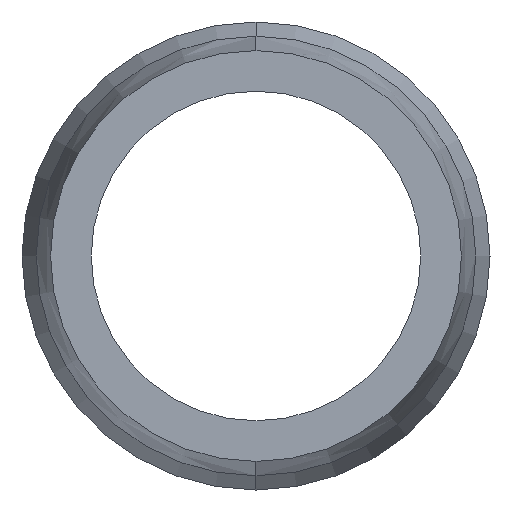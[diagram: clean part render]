
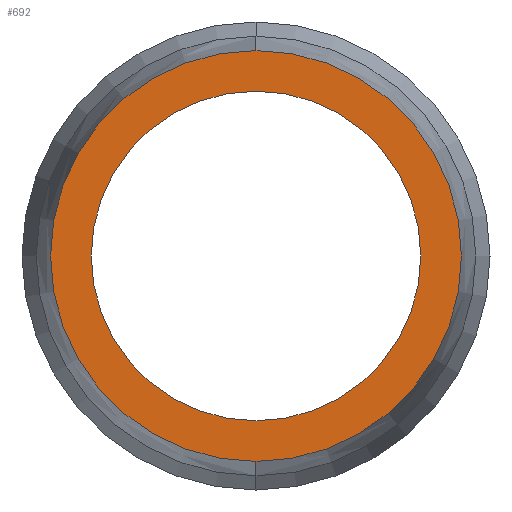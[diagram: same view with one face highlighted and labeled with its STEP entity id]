
A CAD part, left-side view. The second image highlights one B-rep face of the part: STEP entity #692.
In plain terms, the highlighted planar face has unit normal (-1, 0, 0).
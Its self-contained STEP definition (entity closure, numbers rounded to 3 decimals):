
#21 = ORIENTED_EDGE ( 'NONE', *, *, #75, .F. ) ;
#49 = FACE_BOUND ( 'NONE', #217, .T. ) ;
#73 = VERTEX_POINT ( 'NONE', #363 ) ;
#75 = EDGE_CURVE ( 'NONE', #214, #658, #391, .T. ) ;
#79 = ORIENTED_EDGE ( 'NONE', *, *, #805, .F. ) ;
#104 = EDGE_CURVE ( 'NONE', #73, #151, #331, .T. ) ;
#122 = FACE_OUTER_BOUND ( 'NONE', #634, .T. ) ;
#151 = VERTEX_POINT ( 'NONE', #185 ) ;
#185 = CARTESIAN_POINT ( 'NONE',  ( -31.01, 0., -9.35 ) ) ;
#196 = AXIS2_PLACEMENT_3D ( 'NONE', #336, #582, #522 ) ;
#208 = ORIENTED_EDGE ( 'NONE', *, *, #479, .T. ) ;
#214 = VERTEX_POINT ( 'NONE', #565 ) ;
#217 = EDGE_LOOP ( 'NONE', ( #79, #21 ) ) ;
#220 = ORIENTED_EDGE ( 'NONE', *, *, #104, .T. ) ;
#244 = DIRECTION ( 'NONE',  ( 0., 0., 1. ) ) ;
#282 = DIRECTION ( 'NONE',  ( -1., 0., 0. ) ) ;
#309 = PLANE ( 'NONE',  #395 ) ;
#312 = AXIS2_PLACEMENT_3D ( 'NONE', #605, #544, #482 ) ;
#331 = CIRCLE ( 'NONE', #750, 9.35 ) ;
#336 = CARTESIAN_POINT ( 'NONE',  ( -31.01, 0., 0. ) ) ;
#347 = CIRCLE ( 'NONE', #769, 9.35 ) ;
#363 = CARTESIAN_POINT ( 'NONE',  ( -31.01, 0., 9.35 ) ) ;
#369 = CIRCLE ( 'NONE', #196, 7.5 ) ;
#379 = CARTESIAN_POINT ( 'NONE',  ( -31.01, 9.35, 0. ) ) ;
#391 = CIRCLE ( 'NONE', #312, 7.5 ) ;
#395 = AXIS2_PLACEMENT_3D ( 'NONE', #379, #561, #569 ) ;
#415 = DIRECTION ( 'NONE',  ( 0., 0., 1. ) ) ;
#433 = DIRECTION ( 'NONE',  ( -1., 0., 0. ) ) ;
#438 = CARTESIAN_POINT ( 'NONE',  ( -31.01, 0., 0. ) ) ;
#479 = EDGE_CURVE ( 'NONE', #151, #73, #347, .T. ) ;
#482 = DIRECTION ( 'NONE',  ( 0., 0., 1. ) ) ;
#486 = CARTESIAN_POINT ( 'NONE',  ( -31.01, 0., 0. ) ) ;
#522 = DIRECTION ( 'NONE',  ( 0., 0., 1. ) ) ;
#544 = DIRECTION ( 'NONE',  ( -1., 0., 0. ) ) ;
#561 = DIRECTION ( 'NONE',  ( 1., 0., 0. ) ) ;
#565 = CARTESIAN_POINT ( 'NONE',  ( -31.01, 0., -7.5 ) ) ;
#569 = DIRECTION ( 'NONE',  ( 0., 0., -1. ) ) ;
#582 = DIRECTION ( 'NONE',  ( -1., 0., 0. ) ) ;
#605 = CARTESIAN_POINT ( 'NONE',  ( -31.01, 0., 0. ) ) ;
#631 = CARTESIAN_POINT ( 'NONE',  ( -31.01, 0., 7.5 ) ) ;
#634 = EDGE_LOOP ( 'NONE', ( #208, #220 ) ) ;
#658 = VERTEX_POINT ( 'NONE', #631 ) ;
#692 = ADVANCED_FACE ( 'NONE', ( #49, #122 ), #309, .F. ) ;
#750 = AXIS2_PLACEMENT_3D ( 'NONE', #438, #433, #244 ) ;
#769 = AXIS2_PLACEMENT_3D ( 'NONE', #486, #282, #415 ) ;
#805 = EDGE_CURVE ( 'NONE', #658, #214, #369, .T. ) ;
